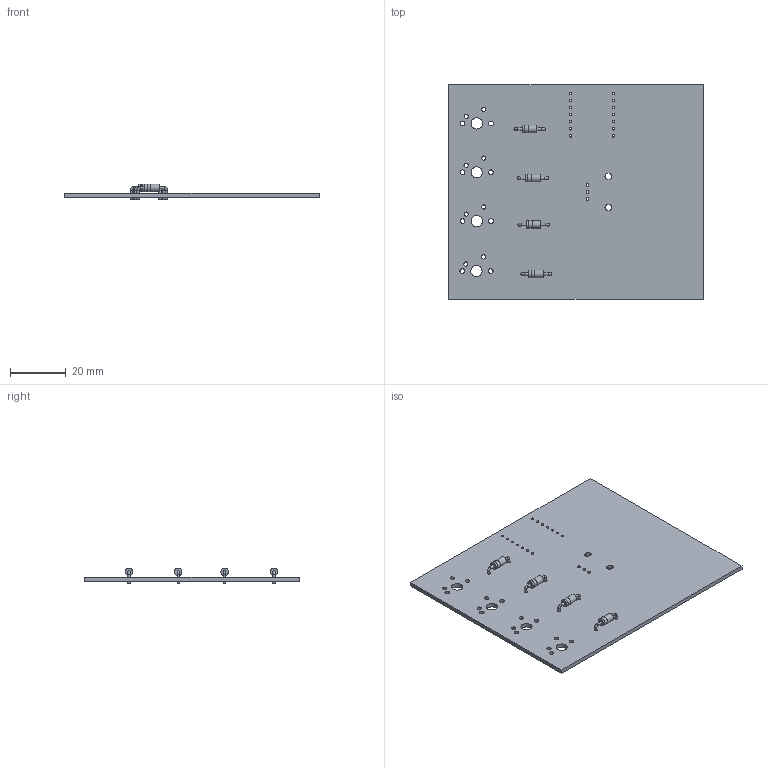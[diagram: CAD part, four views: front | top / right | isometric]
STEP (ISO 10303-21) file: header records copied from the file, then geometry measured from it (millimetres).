
FILE_DESCRIPTION(('KiCad electronic assembly'),'2;1');
FILE_NAME('macropad.step','2025-12-23T01:23:23',('Pcbnew'),('Kicad'), 'Open CASCADE STEP processor 7.9','KiCad to STEP converter','Unknown' );
FILE_SCHEMA(('AUTOMOTIVE_DESIGN { 1 0 10303 214 1 1 1 1 }'));
Length unit declared in the file: millimetre
Products named in the file (3): macropad 1; D_DO-41_SOD81_P10.16mm_Horizontal; macropad_PCB
Assembly tree (5 placements, depth 2):
  macropad 1
    D_DO-41_SOD81_P10.16mm_Horizontal  x4
    macropad_PCB
Bounding box: 91.24 x 76.76 x 5.71 mm (x, y, z)
Volume: 10551.1 mm3; surface area: 14975.7 mm2
Topology: 5 solids, 5 shells, 121 faces, 269 edges, 174 vertices
Faces by surface type: cylinder 77, plane 36, torus 8
Full cylindrical faces by diameter (mm): 0.8 x16, 0.889 x14, 1 x3, 1.1 x8, 1.5 x8, 1.7 x8, 2.7 x8, 2.72 x4, 4 x4
Entity records: 2780 total; most frequent: DIRECTION 478, CARTESIAN_POINT 414, ORIENTED_EDGE 400, EDGE_CURVE 200, AXIS2_PLACEMENT_3D 196, FACE_BOUND 174, EDGE_LOOP 174, VERTEX_POINT 132
